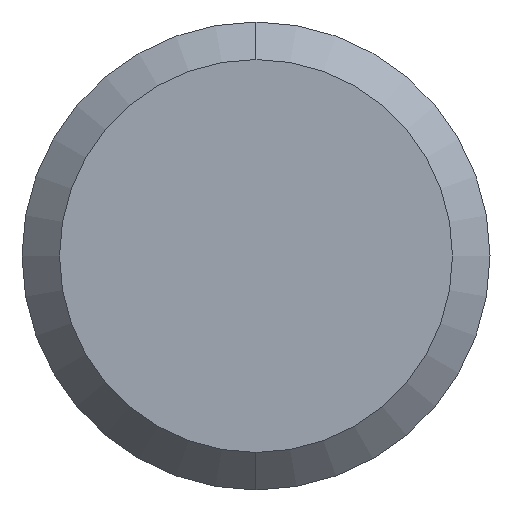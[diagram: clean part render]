
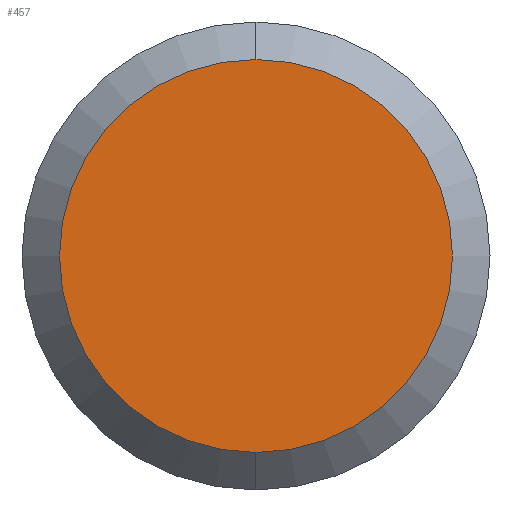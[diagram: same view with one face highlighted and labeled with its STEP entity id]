
A CAD part, left-side view. The second image highlights one B-rep face of the part: STEP entity #457.
In plain terms, the highlighted planar face has unit normal (-1, 0, 0).
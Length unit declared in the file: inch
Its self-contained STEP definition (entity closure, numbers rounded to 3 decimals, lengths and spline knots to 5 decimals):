
#56 = CARTESIAN_POINT ( 'NONE',  ( 0., 0., 0. ) ) ;
#112 = EDGE_LOOP ( 'NONE', ( #369, #516 ) ) ;
#138 = DIRECTION ( 'NONE',  ( 0., 0., 1. ) ) ;
#188 = AXIS2_PLACEMENT_3D ( 'NONE', #431, #680, #138 ) ;
#201 = CIRCLE ( 'NONE', #582, 0.05235 ) ;
#204 = VERTEX_POINT ( 'NONE', #525 ) ;
#238 = PLANE ( 'NONE',  #489 ) ;
#248 = FACE_OUTER_BOUND ( 'NONE', #112, .T. ) ;
#279 = VERTEX_POINT ( 'NONE', #394 ) ;
#294 = DIRECTION ( 'NONE',  ( 0., 0., 1. ) ) ;
#369 = ORIENTED_EDGE ( 'NONE', *, *, #517, .T. ) ;
#394 = CARTESIAN_POINT ( 'NONE',  ( 0., 0., 0.05235 ) ) ;
#398 = CIRCLE ( 'NONE', #188, 0.05235 ) ;
#431 = CARTESIAN_POINT ( 'NONE',  ( 0., 0., 0. ) ) ;
#457 = ADVANCED_FACE ( 'NONE', ( #248 ), #238, .F. ) ;
#485 = DIRECTION ( 'NONE',  ( -1., 0., 0. ) ) ;
#489 = AXIS2_PLACEMENT_3D ( 'NONE', #56, #791, #490 ) ;
#490 = DIRECTION ( 'NONE',  ( 0., 0., -1. ) ) ;
#516 = ORIENTED_EDGE ( 'NONE', *, *, #713, .T. ) ;
#517 = EDGE_CURVE ( 'NONE', #204, #279, #201, .T. ) ;
#525 = CARTESIAN_POINT ( 'NONE',  ( 0., 0., -0.05235 ) ) ;
#582 = AXIS2_PLACEMENT_3D ( 'NONE', #730, #485, #294 ) ;
#680 = DIRECTION ( 'NONE',  ( -1., 0., 0. ) ) ;
#713 = EDGE_CURVE ( 'NONE', #279, #204, #398, .T. ) ;
#730 = CARTESIAN_POINT ( 'NONE',  ( 0., 0., 0. ) ) ;
#791 = DIRECTION ( 'NONE',  ( 1., 0., 0. ) ) ;
